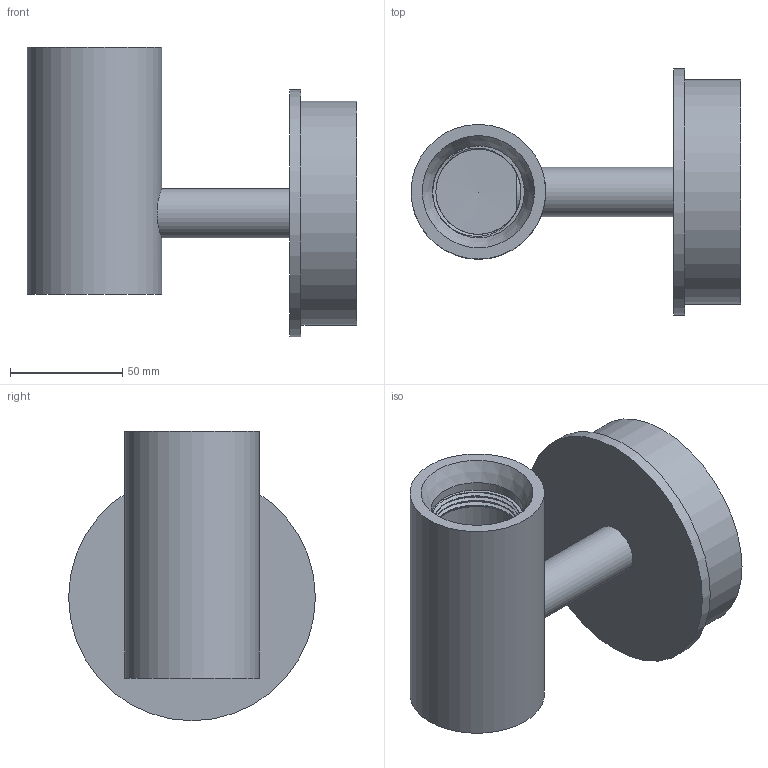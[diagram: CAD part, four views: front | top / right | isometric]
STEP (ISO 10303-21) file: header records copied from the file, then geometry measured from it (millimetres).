
FILE_DESCRIPTION(/* description */ (''),/* implementation_level */ '2;1');
FILE_NAME(/* name */ 'Wall Lampshade v5.stp',/* time_stamp */ '2025-09-12T00:15:18+02:00',/* author */ (''),/* organization */ (''),/* preprocessor_version */ 'ST-DEVELOPER v20.1',/* originating_system */ 'Autodesk Translation Framework v14.10.0.0',/* authorisation */ '');
FILE_SCHEMA (('AUTOMOTIVE_DESIGN { 1 0 10303 214 3 1 1 }'));
Length unit declared in the file: millimetre
Products named in the file (1): Wall Lampshade
Bounding box: 147 x 110 x 129 mm (x, y, z)
Volume: 311864.9 mm3; surface area: 102642.1 mm2
Topology: 4 solids, 4 shells, 55 faces, 127 edges, 85 vertices
Faces by surface type: cylinder 32, plane 18, cone 3, bspline 2
Full cylindrical faces by diameter (mm): 3.1 x1, 5 x4, 6 x1, 11 x1, 22 x1, 22.08 x2, 37.919 x2, 40 x1, 40.705 x3, 41 x2, 60 x1, 80 x1, 89.92 x1, 90 x1, 100 x1, 110 x1
Entity records: 3402 total; most frequent: CARTESIAN_POINT 2092, DIRECTION 259, ORIENTED_EDGE 252, EDGE_CURVE 126, AXIS2_PLACEMENT_3D 111, VERTEX_POINT 85, EDGE_LOOP 79, CIRCLE 57
